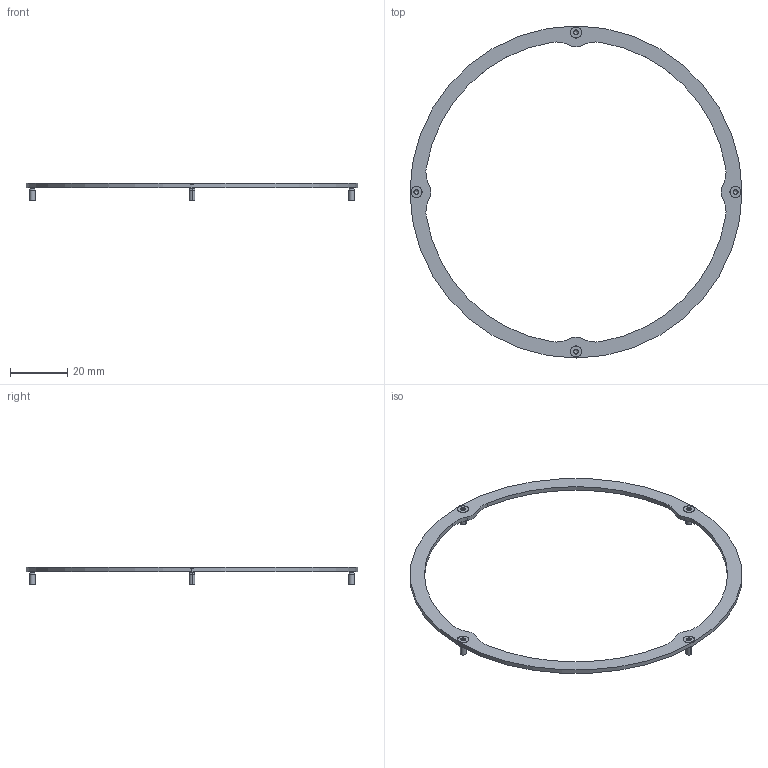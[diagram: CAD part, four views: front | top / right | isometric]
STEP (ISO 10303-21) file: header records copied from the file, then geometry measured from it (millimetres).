
FILE_DESCRIPTION((''),'2;1');
FILE_NAME('CAD-8566_SW0001','2022-10-24T14:26:31',('creinig-se'),(''),'CREO PARAMETRIC BY PTC INC, 2019292','CREO PARAMETRIC BY PTC INC, 2019292','');
FILE_SCHEMA(('CONFIG_CONTROL_DESIGN','SHAPE_APPEARANCE_LAYERS_GROUPS'));
Length unit declared in the file: millimetre
Products named in the file (1): CAD-8566_SW0001
Bounding box: 116 x 116 x 6 mm (x, y, z)
Volume: 2756.5 mm3; surface area: 4839.2 mm2
Topology: 1 solids, 1 shells, 196 faces, 524 edges, 334 vertices
Faces by surface type: cylinder 98, cone 56, plane 34, torus 8
Entity records: 9342 total; most frequent: CARTESIAN_POINT 3118, ORIENTED_EDGE 1032, DIRECTION 990, EDGE_CURVE 516, AXIS2_PLACEMENT_3D 430, VERTEX_POINT 334, CIRCLE 234, EDGE_LOOP 210
